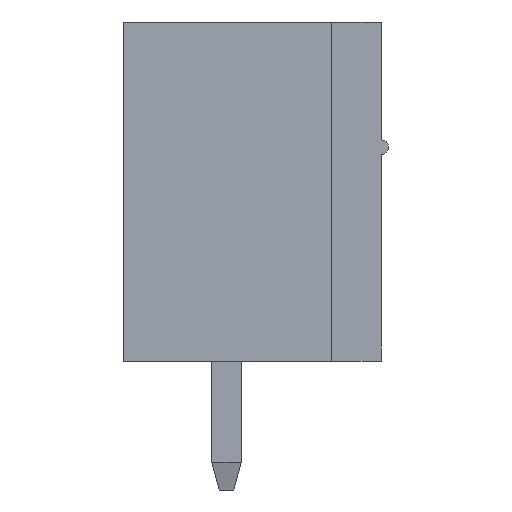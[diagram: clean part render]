
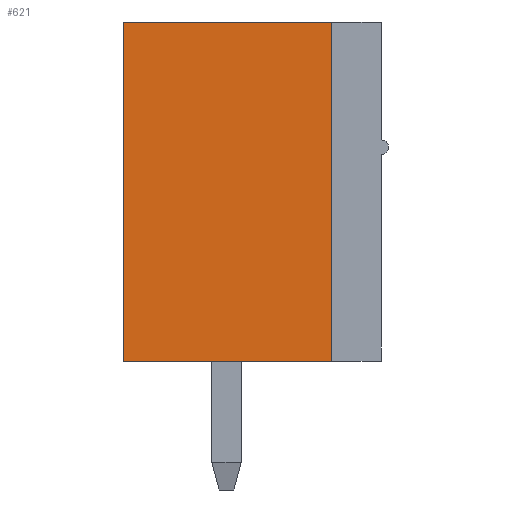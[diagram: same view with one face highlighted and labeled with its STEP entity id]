
A CAD part, left-side view. The second image highlights one B-rep face of the part: STEP entity #621.
In plain terms, the highlighted planar face has unit normal (-1, 0, 0).
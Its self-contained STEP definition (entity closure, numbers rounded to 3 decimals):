
#621 = ADVANCED_FACE( '', ( #1226 ), #1227, .T. );
#1226 = FACE_OUTER_BOUND( '', #1816, .T. );
#1227 = PLANE( '', #1817 );
#1816 = EDGE_LOOP( '', ( #3396, #3397, #3398, #3399 ) );
#1817 = AXIS2_PLACEMENT_3D( '', #3400, #3401, #3402 );
#3396 = ORIENTED_EDGE( '', *, *, #4205, .T. );
#3397 = ORIENTED_EDGE( '', *, *, #4038, .T. );
#3398 = ORIENTED_EDGE( '', *, *, #4100, .T. );
#3399 = ORIENTED_EDGE( '', *, *, #3783, .T. );
#3400 = CARTESIAN_POINT( '', ( -10.91, 0., 0. ) );
#3401 = DIRECTION( '', ( -1., 0., 0. ) );
#3402 = DIRECTION( '', ( 0., 0., 1. ) );
#3783 = EDGE_CURVE( '', #4602, #4600, #4603, .T. );
#4038 = EDGE_CURVE( '', #4986, #4984, #4987, .T. );
#4100 = EDGE_CURVE( '', #4984, #4602, #5070, .T. );
#4205 = EDGE_CURVE( '', #4600, #4986, #5193, .T. );
#4600 = VERTEX_POINT( '', #5827 );
#4602 = VERTEX_POINT( '', #5830 );
#4603 = LINE( '', #5831, #5832 );
#4984 = VERTEX_POINT( '', #6533 );
#4986 = VERTEX_POINT( '', #6536 );
#4987 = LINE( '', #6537, #6538 );
#5070 = LINE( '', #6666, #6667 );
#5193 = LINE( '', #6867, #6868 );
#5827 = CARTESIAN_POINT( '', ( -10.91, -2.15, -4.6 ) );
#5830 = CARTESIAN_POINT( '', ( -10.91, 3.5, -4.6 ) );
#5831 = CARTESIAN_POINT( '', ( -10.91, 3.5, -4.6 ) );
#5832 = VECTOR( '', #7098, 1000. );
#6533 = CARTESIAN_POINT( '', ( -10.91, 3.5, 4.6 ) );
#6536 = CARTESIAN_POINT( '', ( -10.91, -2.15, 4.6 ) );
#6537 = CARTESIAN_POINT( '', ( -10.91, -2.15, 4.6 ) );
#6538 = VECTOR( '', #7315, 1000. );
#6666 = CARTESIAN_POINT( '', ( -10.91, 3.5, 4.6 ) );
#6667 = VECTOR( '', #7364, 1000. );
#6867 = CARTESIAN_POINT( '', ( -10.91, -2.15, -4.6 ) );
#6868 = VECTOR( '', #7430, 1000. );
#7098 = DIRECTION( '', ( 0., -1., 0. ) );
#7315 = DIRECTION( '', ( 0., 1., 0. ) );
#7364 = DIRECTION( '', ( 0., 0., -1. ) );
#7430 = DIRECTION( '', ( 0., 0., 1. ) );
